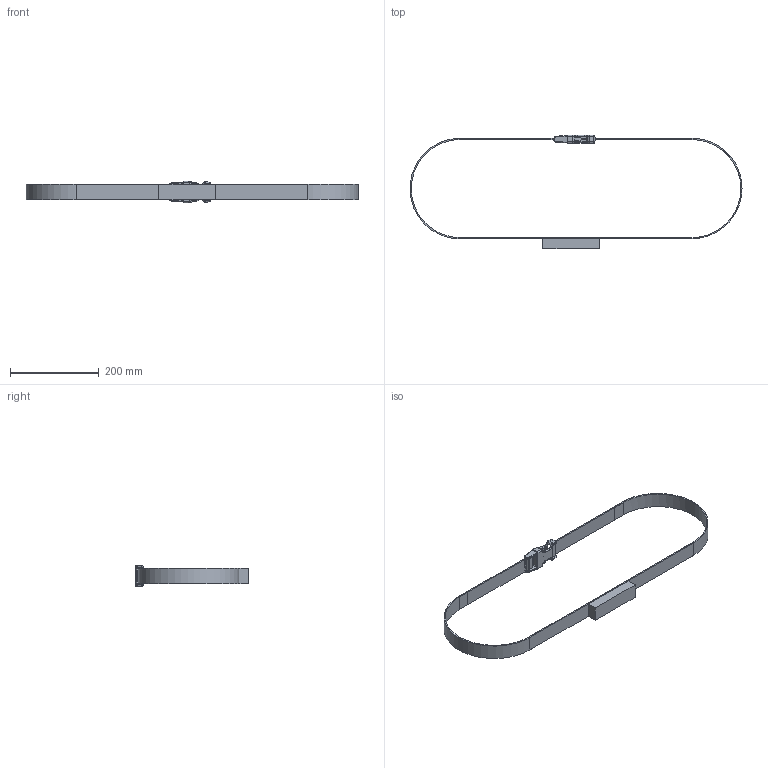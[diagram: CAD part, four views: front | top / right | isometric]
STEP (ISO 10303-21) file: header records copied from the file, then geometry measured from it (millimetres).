
FILE_DESCRIPTION(('FreeCAD Model'),'2;1');
FILE_NAME('Open CASCADE Shape Model','2025-04-29T16:14:23',('FreeCAD'),( 'FreeCAD'),'Open CASCADE STEP processor 7.6','FreeCAD','Unknown');
FILE_SCHEMA(('AUTOMOTIVE_DESIGN { 1 0 10303 214 1 1 1 1 }'));
Products named in the file (1): Open CASCADE STEP translator 7.6 1
Bounding box: 749.94 x 256.72 x 47.84 mm (x, y, z)
Volume: 310076.7 mm3; surface area: 179802.7 mm2
Topology: 9 solids, 9 shells, 1680 faces, 4254 edges, 2518 vertices
Faces by surface type: bspline 1680
Entity records: 55667 total; most frequent: CARTESIAN_POINT 32317, ORIENTED_EDGE 8356, EDGE_CURVE 4178, B_SPLINE_CURVE_WITH_KNOTS 2626, VERTEX_POINT 2518, FACE_BOUND 1698, EDGE_LOOP 1698, ADVANCED_FACE 1680
